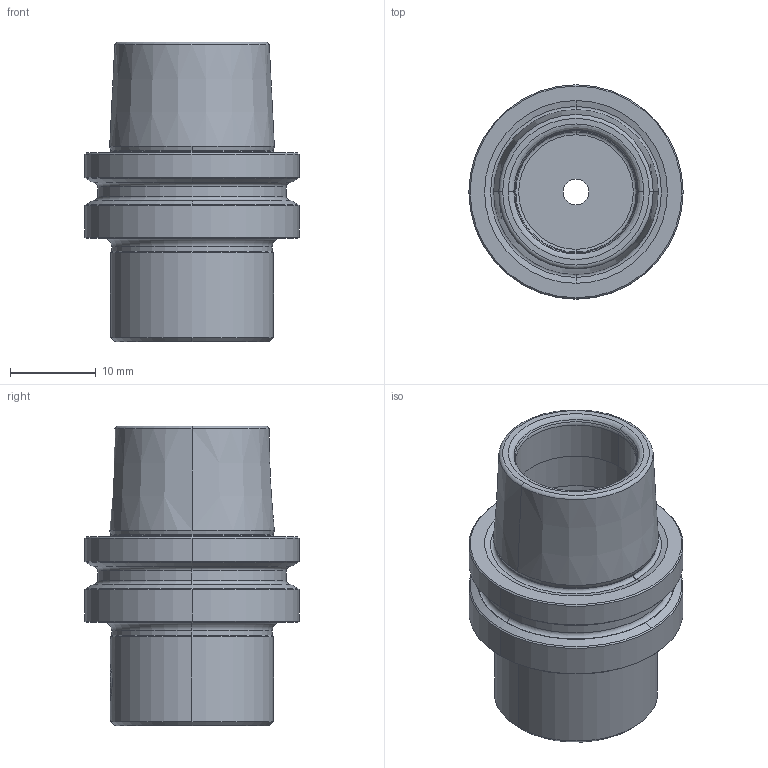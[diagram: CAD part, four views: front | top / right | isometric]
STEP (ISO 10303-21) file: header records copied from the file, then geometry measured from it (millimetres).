
FILE_DESCRIPTION(('no description'),'unknown implementation level');
FILE_NAME('6879E625-C166-443A-A321-6A71607D7DB6_export.stp',' ',('CIMSOURCE GmbH'),('CADClick - KiM GmbH - www.kimweb.de'),'unknown preprocess','ACIS','unknown authorization');
FILE_SCHEMA(('automotive_design'));
Length unit declared in the file: millimetre
Products named in the file (2): 328.249F Kaiser Schaft HSK-E25 X CKB1 X 40|690.431 Kaiser ETL M4 X 5 CK1;Schnitt-Linear austragen1; 328.249F Kaiser Schaft HSK-E25 X CKB1 X 40|328.249F Kaiser Schaft HSK-E25 X CKB1 X 40;Schnitt-Rotation4
Bounding box: 24.96 x 24.96 x 34.9 mm (x, y, z)
Volume: 6758.4 mm3; surface area: 4814.1 mm2
Topology: 2 solids, 2 shells, 134 faces, 307 edges, 181 vertices
Faces by surface type: cone 48, plane 32, cylinder 30, torus 24
Entity records: 7479 total; most frequent: CARTESIAN_POINT 805, DIRECTION 737, STYLED_ITEM 622, PRESENTATION_STYLE_ASSIGNMENT 622, COLOUR_RGB 622, ORIENTED_EDGE 610, AXIS2_PLACEMENT_3D 309, EDGE_CURVE 305
